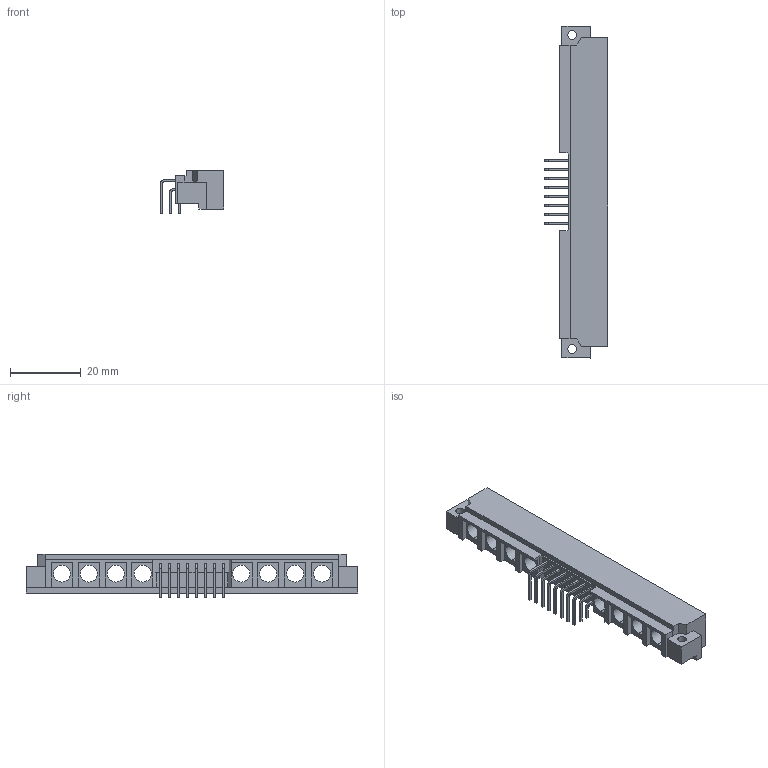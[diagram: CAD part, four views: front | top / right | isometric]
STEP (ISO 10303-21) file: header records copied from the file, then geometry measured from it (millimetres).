
FILE_DESCRIPTION((''),'2;1');
FILE_NAME('HARTING_09 03 124 6901.stp','2015-02-12T13:08:51',(''),(''),'Mechanical Desktop 2011','Mechanical Desktop 2011',', , ');
FILE_SCHEMA(('AUTOMOTIVE_DESIGN { 1 2 10303 214 1 1 1 1 }'));
Length unit declared in the file: millimetre
Products named in the file (1): Product
Bounding box: 18.02 x 94 x 12.35 mm (x, y, z)
Volume: 5241.5 mm3; surface area: 7341 mm2
Topology: 49 solids, 49 shells, 495 faces, 1180 edges, 784 vertices
Faces by surface type: plane 427, cylinder 68
Entity records: 14170 total; most frequent: CARTESIAN_POINT 2460, ORIENTED_EDGE 2360, DIRECTION 2308, EDGE_CURVE 1180, VECTOR 1044, LINE 1044, VERTEX_POINT 784, AXIS2_PLACEMENT_3D 632
